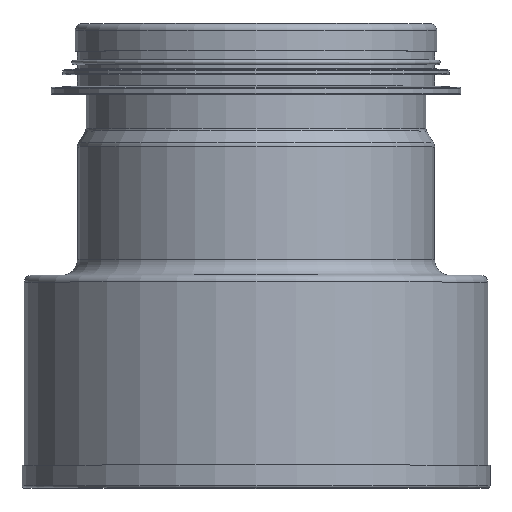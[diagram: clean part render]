
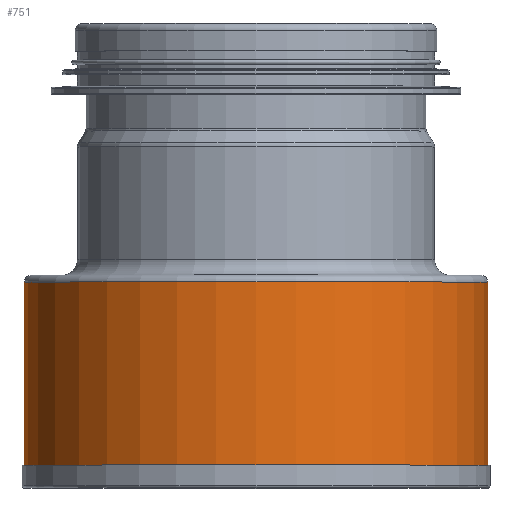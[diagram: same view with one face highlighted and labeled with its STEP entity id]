
A CAD part, top view. The second image highlights one B-rep face of the part: STEP entity #751.
In plain terms, the highlighted cylindrical face has radius 50.625 mm (diameter 101.25 mm), a full revolution.
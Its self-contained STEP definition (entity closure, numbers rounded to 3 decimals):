
#90=FACE_OUTER_BOUND('',#137,.T.);
#137=EDGE_LOOP('',(#520,#521,#522,#523,#524,#525));
#192=LINE('',#1329,#212);
#212=VECTOR('',#1027,50.625);
#235=CIRCLE('',#864,50.625);
#236=CIRCLE('',#865,50.625);
#237=CIRCLE('',#867,50.625);
#238=CIRCLE('',#868,50.625);
#326=VERTEX_POINT('',#1319);
#327=VERTEX_POINT('',#1321);
#328=VERTEX_POINT('',#1325);
#329=VERTEX_POINT('',#1326);
#402=EDGE_CURVE('',#326,#327,#235,.T.);
#403=EDGE_CURVE('',#327,#326,#236,.T.);
#404=EDGE_CURVE('',#328,#329,#237,.T.);
#405=EDGE_CURVE('',#329,#328,#238,.T.);
#406=EDGE_CURVE('',#328,#327,#192,.T.);
#520=ORIENTED_EDGE('',*,*,#404,.T.);
#521=ORIENTED_EDGE('',*,*,#405,.T.);
#522=ORIENTED_EDGE('',*,*,#406,.T.);
#523=ORIENTED_EDGE('',*,*,#402,.F.);
#524=ORIENTED_EDGE('',*,*,#403,.F.);
#525=ORIENTED_EDGE('',*,*,#406,.F.);
#734=CYLINDRICAL_SURFACE('',#866,50.625);
#751=ADVANCED_FACE('',(#90),#734,.T.);
#864=AXIS2_PLACEMENT_3D('',#1322,#1017,#1018);
#865=AXIS2_PLACEMENT_3D('',#1323,#1019,#1020);
#866=AXIS2_PLACEMENT_3D('',#1324,#1021,#1022);
#867=AXIS2_PLACEMENT_3D('',#1327,#1023,#1024);
#868=AXIS2_PLACEMENT_3D('',#1328,#1025,#1026);
#1017=DIRECTION('center_axis',(0.,-1.,0.));
#1018=DIRECTION('ref_axis',(1.,0.,0.));
#1019=DIRECTION('center_axis',(0.,-1.,0.));
#1020=DIRECTION('ref_axis',(1.,0.,0.));
#1021=DIRECTION('center_axis',(0.,-1.,0.));
#1022=DIRECTION('ref_axis',(1.,0.,0.));
#1023=DIRECTION('center_axis',(0.,-1.,0.));
#1024=DIRECTION('ref_axis',(1.,0.,0.));
#1025=DIRECTION('center_axis',(0.,-1.,0.));
#1026=DIRECTION('ref_axis',(1.,0.,0.));
#1027=DIRECTION('',(0.,-1.,0.));
#1319=CARTESIAN_POINT('',(0.,0.005,50.625));
#1321=CARTESIAN_POINT('',(-50.625,0.005,0.));
#1322=CARTESIAN_POINT('Origin',(0.,0.005,0.));
#1323=CARTESIAN_POINT('Origin',(0.,0.005,0.));
#1324=CARTESIAN_POINT('Origin',(0.,22.255,0.));
#1325=CARTESIAN_POINT('',(-50.625,44.505,0.));
#1326=CARTESIAN_POINT('',(0.,44.505,50.625));
#1327=CARTESIAN_POINT('Origin',(0.,44.505,0.));
#1328=CARTESIAN_POINT('Origin',(0.,44.505,0.));
#1329=CARTESIAN_POINT('',(-50.625,22.255,0.));
